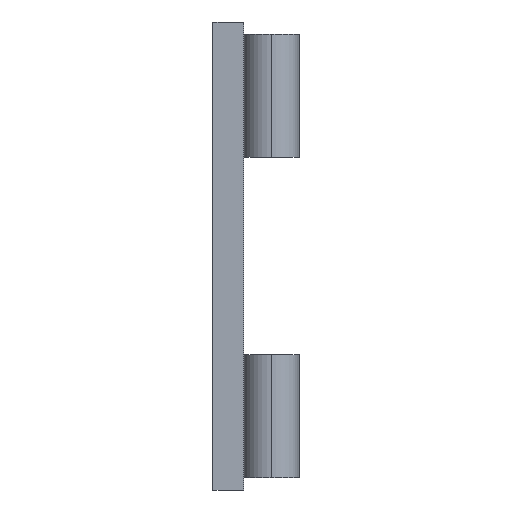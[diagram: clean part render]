
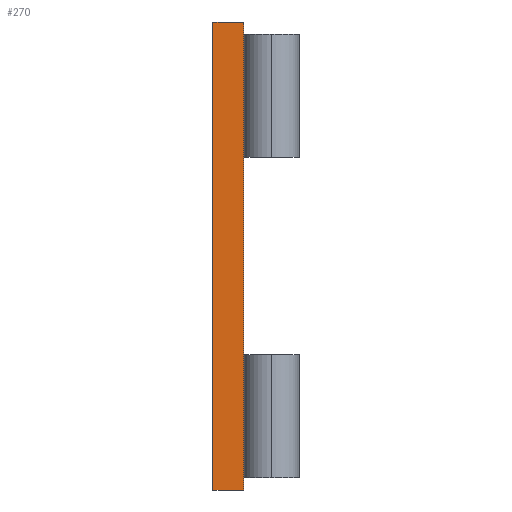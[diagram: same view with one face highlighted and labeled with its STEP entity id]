
A CAD part, left-side view. The second image highlights one B-rep face of the part: STEP entity #270.
In plain terms, the highlighted planar face has unit normal (-1, 0, 0).
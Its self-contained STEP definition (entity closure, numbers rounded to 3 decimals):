
#14 = VECTOR ( 'NONE', #450, 1000. ) ;
#109 = ORIENTED_EDGE ( 'NONE', *, *, #882, .F. ) ;
#122 = PLANE ( 'NONE',  #863 ) ;
#184 = DIRECTION ( 'NONE',  ( 0., -1., 0. ) ) ;
#243 = VECTOR ( 'NONE', #974, 1000. ) ;
#259 = VERTEX_POINT ( 'NONE', #1150 ) ;
#270 = ADVANCED_FACE ( 'NONE', ( #435 ), #122, .F. ) ;
#306 = ORIENTED_EDGE ( 'NONE', *, *, #1085, .F. ) ;
#435 = FACE_OUTER_BOUND ( 'NONE', #961, .T. ) ;
#448 = CARTESIAN_POINT ( 'NONE',  ( 0., 0., 0. ) ) ;
#450 = DIRECTION ( 'NONE',  ( 0., 0., 1. ) ) ;
#452 = VERTEX_POINT ( 'NONE', #1091 ) ;
#515 = VECTOR ( 'NONE', #184, 1000. ) ;
#545 = DIRECTION ( 'NONE',  ( 0., 0., 1. ) ) ;
#551 = ORIENTED_EDGE ( 'NONE', *, *, #620, .T. ) ;
#553 = LINE ( 'NONE', #946, #243 ) ;
#620 = EDGE_CURVE ( 'NONE', #1255, #1071, #1069, .T. ) ;
#638 = CARTESIAN_POINT ( 'NONE',  ( 0., 0., 0. ) ) ;
#676 = VECTOR ( 'NONE', #545, 1000. ) ;
#749 = CARTESIAN_POINT ( 'NONE',  ( 0., 25., 0. ) ) ;
#773 = LINE ( 'NONE', #1106, #14 ) ;
#863 = AXIS2_PLACEMENT_3D ( 'NONE', #749, #959, #1303 ) ;
#882 = EDGE_CURVE ( 'NONE', #259, #452, #773, .T. ) ;
#946 = CARTESIAN_POINT ( 'NONE',  ( 0., 25., 0. ) ) ;
#959 = DIRECTION ( 'NONE',  ( 1., 0., 0. ) ) ;
#961 = EDGE_LOOP ( 'NONE', ( #551, #306, #109, #1213 ) ) ;
#974 = DIRECTION ( 'NONE',  ( 0., -1., 0. ) ) ;
#1036 = CARTESIAN_POINT ( 'NONE',  ( 0., 25., -380. ) ) ;
#1069 = LINE ( 'NONE', #638, #676 ) ;
#1071 = VERTEX_POINT ( 'NONE', #448 ) ;
#1085 = EDGE_CURVE ( 'NONE', #452, #1071, #553, .T. ) ;
#1091 = CARTESIAN_POINT ( 'NONE',  ( 0., 25., 0. ) ) ;
#1106 = CARTESIAN_POINT ( 'NONE',  ( 0., 25., 0. ) ) ;
#1150 = CARTESIAN_POINT ( 'NONE',  ( 0., 25., -380. ) ) ;
#1213 = ORIENTED_EDGE ( 'NONE', *, *, #1295, .T. ) ;
#1255 = VERTEX_POINT ( 'NONE', #1375 ) ;
#1295 = EDGE_CURVE ( 'NONE', #259, #1255, #1358, .T. ) ;
#1303 = DIRECTION ( 'NONE',  ( 0., 0., -1. ) ) ;
#1358 = LINE ( 'NONE', #1036, #515 ) ;
#1375 = CARTESIAN_POINT ( 'NONE',  ( 0., 0., -380. ) ) ;
